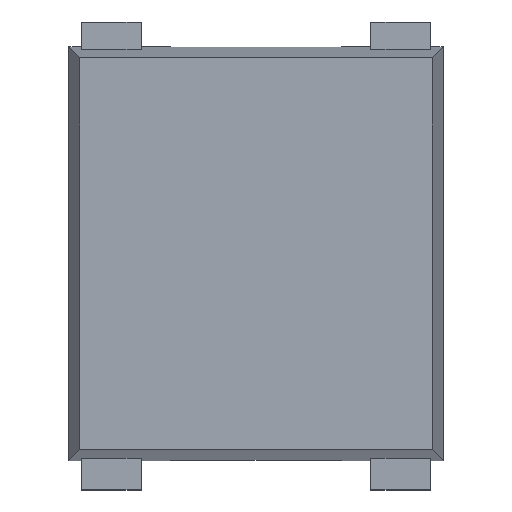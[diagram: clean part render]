
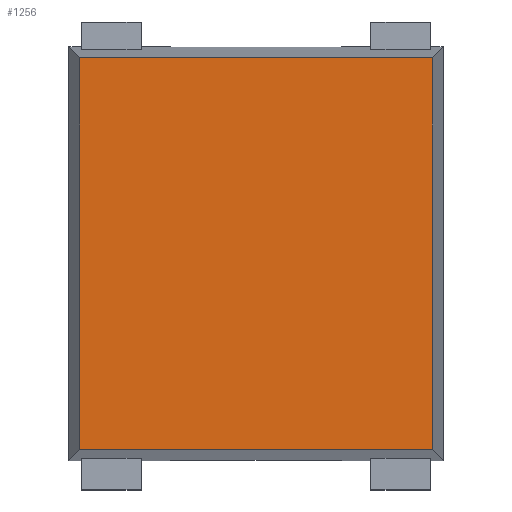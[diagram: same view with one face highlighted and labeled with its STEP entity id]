
A CAD part, top view. The second image highlights one B-rep face of the part: STEP entity #1256.
In plain terms, the highlighted face is planar.
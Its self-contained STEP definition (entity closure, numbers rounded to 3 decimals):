
#4 = EDGE_LOOP ( 'NONE', ( #508, #628, #1228, #188 ) ) ;
#55 = VERTEX_POINT ( 'NONE', #879 ) ;
#180 = LINE ( 'NONE', #1102, #459 ) ;
#188 = ORIENTED_EDGE ( 'NONE', *, *, #979, .F. ) ;
#219 = DIRECTION ( 'NONE',  ( 0., 1., 0. ) ) ;
#300 = DIRECTION ( 'NONE',  ( -1., 0., 0. ) ) ;
#333 = CARTESIAN_POINT ( 'NONE',  ( -3.103, -0.438, -1.4 ) ) ;
#349 = CARTESIAN_POINT ( 'NONE',  ( 3.103, -7.541, -1.4 ) ) ;
#408 = FACE_OUTER_BOUND ( 'NONE', #4, .T. ) ;
#459 = VECTOR ( 'NONE', #1648, 1000. ) ;
#508 = ORIENTED_EDGE ( 'NONE', *, *, #1550, .F. ) ;
#627 = CARTESIAN_POINT ( 'NONE',  ( -3.103, -7.541, -1.4 ) ) ;
#628 = ORIENTED_EDGE ( 'NONE', *, *, #1634, .F. ) ;
#638 = AXIS2_PLACEMENT_3D ( 'NONE', #1612, #1469, #1448 ) ;
#640 = VECTOR ( 'NONE', #300, 1000. ) ;
#734 = CARTESIAN_POINT ( 'NONE',  ( 3.103, -0.438, -1.4 ) ) ;
#736 = LINE ( 'NONE', #333, #922 ) ;
#740 = EDGE_CURVE ( 'NONE', #1719, #1060, #180, .T. ) ;
#879 = CARTESIAN_POINT ( 'NONE',  ( 3.103, -0.634, -1.4 ) ) ;
#922 = VECTOR ( 'NONE', #1274, 1000. ) ;
#979 = EDGE_CURVE ( 'NONE', #1208, #1719, #736, .T. ) ;
#1060 = VERTEX_POINT ( 'NONE', #349 ) ;
#1070 = PLANE ( 'NONE',  #638 ) ;
#1102 = CARTESIAN_POINT ( 'NONE',  ( -3.3, -7.541, -1.4 ) ) ;
#1208 = VERTEX_POINT ( 'NONE', #1726 ) ;
#1228 = ORIENTED_EDGE ( 'NONE', *, *, #740, .F. ) ;
#1232 = CARTESIAN_POINT ( 'NONE',  ( -3.3, -0.634, -1.4 ) ) ;
#1256 = ADVANCED_FACE ( 'NONE', ( #408 ), #1070, .T. ) ;
#1274 = DIRECTION ( 'NONE',  ( 0., -1., 0. ) ) ;
#1379 = LINE ( 'NONE', #734, #1688 ) ;
#1448 = DIRECTION ( 'NONE',  ( -1., 0., 0. ) ) ;
#1469 = DIRECTION ( 'NONE',  ( 0., 0., -1. ) ) ;
#1518 = LINE ( 'NONE', #1232, #640 ) ;
#1550 = EDGE_CURVE ( 'NONE', #55, #1208, #1518, .T. ) ;
#1612 = CARTESIAN_POINT ( 'NONE',  ( 0., 0., -1.4 ) ) ;
#1634 = EDGE_CURVE ( 'NONE', #1060, #55, #1379, .T. ) ;
#1648 = DIRECTION ( 'NONE',  ( 1., 0., 0. ) ) ;
#1688 = VECTOR ( 'NONE', #219, 1000. ) ;
#1719 = VERTEX_POINT ( 'NONE', #627 ) ;
#1726 = CARTESIAN_POINT ( 'NONE',  ( -3.103, -0.634, -1.4 ) ) ;
